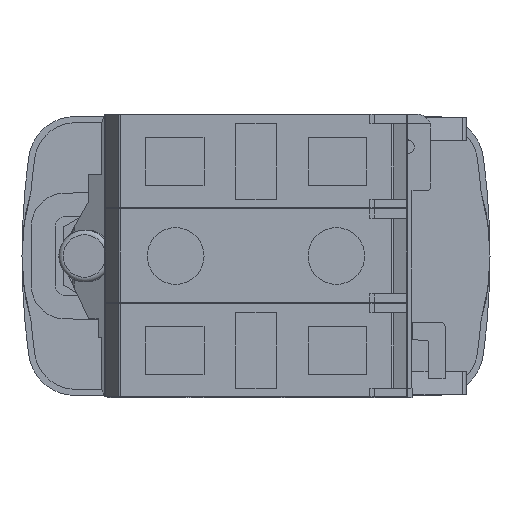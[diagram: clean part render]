
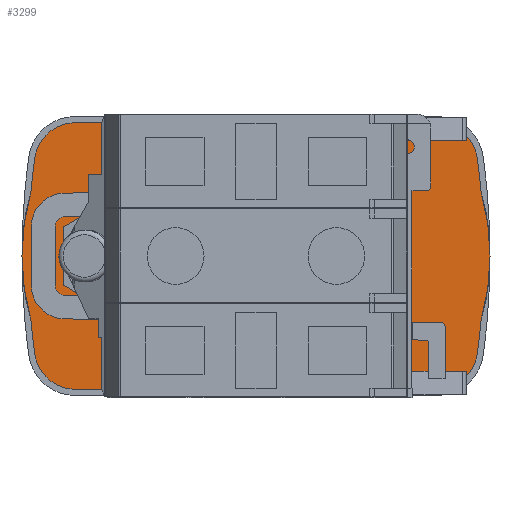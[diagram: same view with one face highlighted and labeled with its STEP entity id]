
A CAD part, front view. The second image highlights one B-rep face of the part: STEP entity #3299.
In plain terms, the highlighted planar face has unit normal (0, -1, 0).
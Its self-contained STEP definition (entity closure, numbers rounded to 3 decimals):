
#3299=ADVANCED_FACE('',(#8232,#8234),#8236,.F.);
#8232=FACE_BOUND('',#8233,.T.);
#8233=EDGE_LOOP('',(#12455,#12456,#12457,#12458,#12459,#12460,#12461,#12462,#12463,
#12464,#12465,#12466));
#8234=FACE_BOUND('',#8235,.T.);
#8235=EDGE_LOOP('',(#12467));
#8236=PLANE('',#8237);
#8237=AXIS2_PLACEMENT_3D('',#8238,#8239,#8240);
#8238=CARTESIAN_POINT('',(0.,14.1,0.));
#8239=DIRECTION('',(0.,1.,0.));
#8240=DIRECTION('',(1.,0.,0.));
#12455=ORIENTED_EDGE('',*,*,#14967,.F.);
#12456=ORIENTED_EDGE('',*,*,#14968,.T.);
#12457=ORIENTED_EDGE('',*,*,#14969,.T.);
#12458=ORIENTED_EDGE('',*,*,#14970,.F.);
#12459=ORIENTED_EDGE('',*,*,#14971,.T.);
#12460=ORIENTED_EDGE('',*,*,#14972,.T.);
#12461=ORIENTED_EDGE('',*,*,#14973,.F.);
#12462=ORIENTED_EDGE('',*,*,#14974,.T.);
#12463=ORIENTED_EDGE('',*,*,#14975,.T.);
#12464=ORIENTED_EDGE('',*,*,#14976,.F.);
#12465=ORIENTED_EDGE('',*,*,#14977,.T.);
#12466=ORIENTED_EDGE('',*,*,#14978,.T.);
#12467=ORIENTED_EDGE('',*,*,#14966,.T.);
#14966=EDGE_CURVE('',#17580,#17580,#17581,.T.);
#14967=EDGE_CURVE('',#17582,#17583,#17584,.T.);
#14968=EDGE_CURVE('',#17582,#17585,#17586,.T.);
#14969=EDGE_CURVE('',#17585,#17587,#17588,.T.);
#14970=EDGE_CURVE('',#17589,#17587,#17590,.T.);
#14971=EDGE_CURVE('',#17589,#17591,#17592,.T.);
#14972=EDGE_CURVE('',#17591,#17593,#17594,.T.);
#14973=EDGE_CURVE('',#17595,#17593,#17596,.T.);
#14974=EDGE_CURVE('',#17595,#17597,#17598,.T.);
#14975=EDGE_CURVE('',#17597,#17599,#17600,.T.);
#14976=EDGE_CURVE('',#17601,#17599,#17602,.T.);
#14977=EDGE_CURVE('',#17601,#17603,#17604,.T.);
#14978=EDGE_CURVE('',#17603,#17583,#17605,.T.);
#17580=VERTEX_POINT('',#24525);
#17581=CIRCLE('',#24526,13.4);
#17582=VERTEX_POINT('',#24530);
#17583=VERTEX_POINT('',#24531);
#17584=LINE('',#24532,#24533);
#17585=VERTEX_POINT('',#24535);
#17586=CIRCLE('',#24536,4.35);
#17587=VERTEX_POINT('',#24540);
#17588=CIRCLE('',#24541,77.73);
#17589=VERTEX_POINT('',#24545);
#17590=CIRCLE('',#24546,24.75);
#17591=VERTEX_POINT('',#24550);
#17592=CIRCLE('',#24551,77.73);
#17593=VERTEX_POINT('',#24555);
#17594=CIRCLE('',#24556,4.35);
#17595=VERTEX_POINT('',#24560);
#17596=LINE('',#24561,#24562);
#17597=VERTEX_POINT('',#24564);
#17598=CIRCLE('',#24565,4.35);
#17599=VERTEX_POINT('',#24569);
#17600=CIRCLE('',#24570,77.73);
#17601=VERTEX_POINT('',#24574);
#17602=CIRCLE('',#24575,24.75);
#17603=VERTEX_POINT('',#24579);
#17604=CIRCLE('',#24580,77.73);
#17605=CIRCLE('',#24584,4.35);
#24525=CARTESIAN_POINT('',(13.4,14.1,0.));
#24526=AXIS2_PLACEMENT_3D('',#24527,#24528,#24529);
#24527=CARTESIAN_POINT('',(0.,14.1,0.));
#24528=DIRECTION('',(0.,1.,0.));
#24529=DIRECTION('',(1.,0.,0.));
#24530=CARTESIAN_POINT('',(19.099,14.1,-14.1));
#24531=CARTESIAN_POINT('',(-19.099,14.1,-14.1));
#24532=CARTESIAN_POINT('',(19.099,14.1,-14.1));
#24533=VECTOR('',#24534,1.);
#24534=DIRECTION('',(-1.,0.,0.));
#24535=CARTESIAN_POINT('',(23.411,14.1,-10.328));
#24536=AXIS2_PLACEMENT_3D('',#24537,#24538,#24539);
#24537=CARTESIAN_POINT('',(19.099,14.1,-9.75));
#24538=DIRECTION('',(0.,-1.,0.));
#24539=DIRECTION('',(0.,0.,-1.));
#24540=CARTESIAN_POINT('',(23.804,14.1,-6.777));
#24541=AXIS2_PLACEMENT_3D('',#24542,#24543,#24544);
#24542=CARTESIAN_POINT('',(-53.63,14.1,0.));
#24543=DIRECTION('',(0.,-1.,0.));
#24544=DIRECTION('',(0.991,0.,-0.133));
#24545=CARTESIAN_POINT('',(23.804,14.1,6.777));
#24546=AXIS2_PLACEMENT_3D('',#24547,#24548,#24549);
#24547=CARTESIAN_POINT('',(0.,14.1,0.));
#24548=DIRECTION('',(0.,1.,0.));
#24549=DIRECTION('',(0.962,0.,0.274));
#24550=CARTESIAN_POINT('',(23.411,14.1,10.328));
#24551=AXIS2_PLACEMENT_3D('',#24552,#24553,#24554);
#24552=CARTESIAN_POINT('',(-53.63,14.1,0.));
#24553=DIRECTION('',(0.,-1.,0.));
#24554=DIRECTION('',(0.996,0.,0.087));
#24555=CARTESIAN_POINT('',(19.099,14.1,14.1));
#24556=AXIS2_PLACEMENT_3D('',#24557,#24558,#24559);
#24557=CARTESIAN_POINT('',(19.099,14.1,9.75));
#24558=DIRECTION('',(0.,-1.,0.));
#24559=DIRECTION('',(0.991,0.,0.133));
#24560=CARTESIAN_POINT('',(-19.099,14.1,14.1));
#24561=CARTESIAN_POINT('',(-19.099,14.1,14.1));
#24562=VECTOR('',#24563,1.);
#24563=DIRECTION('',(1.,0.,0.));
#24564=CARTESIAN_POINT('',(-23.411,14.1,10.328));
#24565=AXIS2_PLACEMENT_3D('',#24566,#24567,#24568);
#24566=CARTESIAN_POINT('',(-19.099,14.1,9.75));
#24567=DIRECTION('',(0.,-1.,0.));
#24568=DIRECTION('',(0.,0.,1.));
#24569=CARTESIAN_POINT('',(-23.804,14.1,6.777));
#24570=AXIS2_PLACEMENT_3D('',#24571,#24572,#24573);
#24571=CARTESIAN_POINT('',(53.63,14.1,0.));
#24572=DIRECTION('',(0.,-1.,0.));
#24573=DIRECTION('',(-0.991,0.,0.133));
#24574=CARTESIAN_POINT('',(-23.804,14.1,-6.777));
#24575=AXIS2_PLACEMENT_3D('',#24576,#24577,#24578);
#24576=CARTESIAN_POINT('',(0.,14.1,0.));
#24577=DIRECTION('',(0.,1.,0.));
#24578=DIRECTION('',(-0.962,0.,-0.274));
#24579=CARTESIAN_POINT('',(-23.411,14.1,-10.328));
#24580=AXIS2_PLACEMENT_3D('',#24581,#24582,#24583);
#24581=CARTESIAN_POINT('',(53.63,14.1,0.));
#24582=DIRECTION('',(0.,-1.,0.));
#24583=DIRECTION('',(-0.996,0.,-0.087));
#24584=AXIS2_PLACEMENT_3D('',#24585,#24586,#24587);
#24585=CARTESIAN_POINT('',(-19.099,14.1,-9.75));
#24586=DIRECTION('',(0.,-1.,0.));
#24587=DIRECTION('',(-0.991,0.,-0.133));
